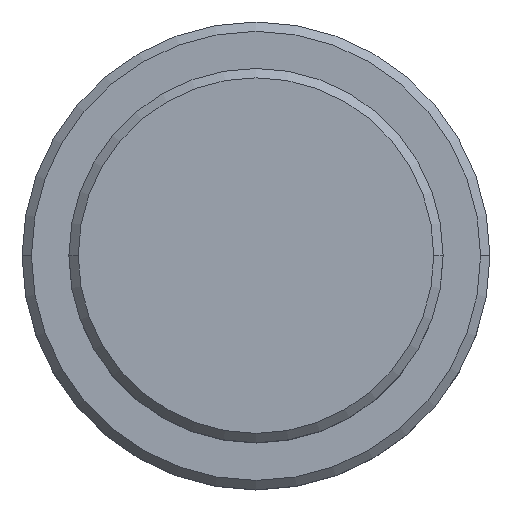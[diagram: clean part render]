
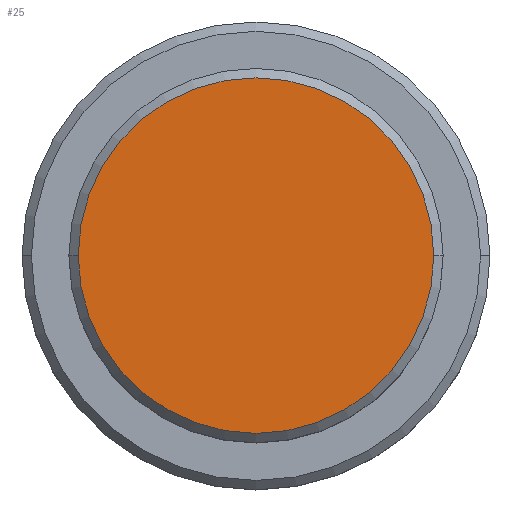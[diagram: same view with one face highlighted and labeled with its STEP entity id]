
A CAD part, top view. The second image highlights one B-rep face of the part: STEP entity #25.
In plain terms, the highlighted planar face has unit normal (0, 0, 1).
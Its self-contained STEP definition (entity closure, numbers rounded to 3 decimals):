
#25 = ADVANCED_FACE ( 'NONE', ( #99 ), #1100, .T. ) ;
#65 = VERTEX_POINT ( 'NONE', #1129 ) ;
#86 = VERTEX_POINT ( 'NONE', #1121 ) ;
#99 = FACE_OUTER_BOUND ( 'NONE', #777, .T. ) ;
#119 = CARTESIAN_POINT ( 'NONE',  ( 0., 0., 0. ) ) ;
#189 = ORIENTED_EDGE ( 'NONE', *, *, #866, .T. ) ;
#344 = DIRECTION ( 'NONE',  ( 0., 0., 1. ) ) ;
#455 = DIRECTION ( 'NONE',  ( 0., 0., 1. ) ) ;
#531 = CARTESIAN_POINT ( 'NONE',  ( 0., 0., 0. ) ) ;
#540 = EDGE_CURVE ( 'NONE', #86, #65, #586, .T. ) ;
#586 = CIRCLE ( 'NONE', #1386, 9.5 ) ;
#777 = EDGE_LOOP ( 'NONE', ( #189, #1057 ) ) ;
#866 = EDGE_CURVE ( 'NONE', #65, #86, #1001, .T. ) ;
#893 = DIRECTION ( 'NONE',  ( 1., 0., 0. ) ) ;
#994 = DIRECTION ( 'NONE',  ( 0., 0., 1. ) ) ;
#1001 = CIRCLE ( 'NONE', #1315, 9.5 ) ;
#1057 = ORIENTED_EDGE ( 'NONE', *, *, #540, .T. ) ;
#1100 = PLANE ( 'NONE',  #1295 ) ;
#1121 = CARTESIAN_POINT ( 'NONE',  ( 9.5, 0., 0. ) ) ;
#1129 = CARTESIAN_POINT ( 'NONE',  ( -9.5, 0., 0. ) ) ;
#1195 = DIRECTION ( 'NONE',  ( 1., 0., 0. ) ) ;
#1215 = CARTESIAN_POINT ( 'NONE',  ( 0., 0., 0. ) ) ;
#1295 = AXIS2_PLACEMENT_3D ( 'NONE', #119, #344, #1409 ) ;
#1315 = AXIS2_PLACEMENT_3D ( 'NONE', #531, #994, #1195 ) ;
#1386 = AXIS2_PLACEMENT_3D ( 'NONE', #1215, #455, #893 ) ;
#1409 = DIRECTION ( 'NONE',  ( 1., 0., 0. ) ) ;
